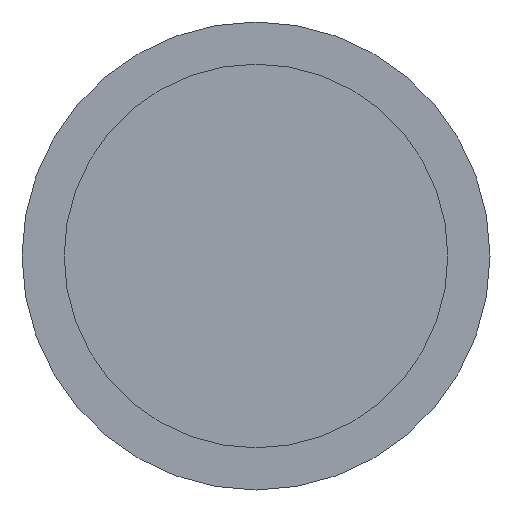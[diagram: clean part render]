
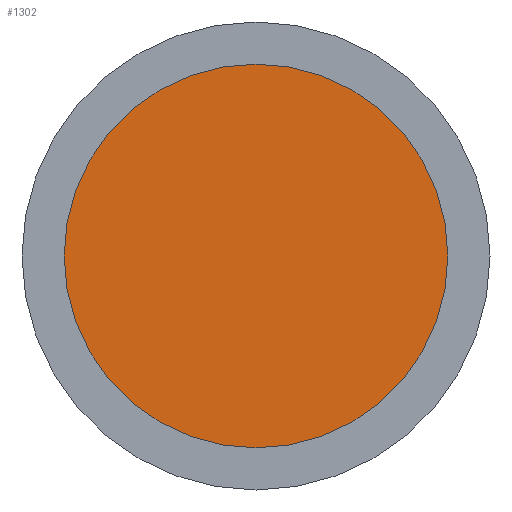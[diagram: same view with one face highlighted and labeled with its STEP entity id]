
A CAD part, front view. The second image highlights one B-rep face of the part: STEP entity #1302.
In plain terms, the highlighted planar face has unit normal (0, -1, 0).
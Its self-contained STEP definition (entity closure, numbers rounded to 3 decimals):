
#328=CARTESIAN_POINT('',(0.,0.,0.));
#329=DIRECTION('',(0.,-1.,0.));
#330=DIRECTION('',(1.,0.,0.));
#331=AXIS2_PLACEMENT_3D('',#328,#329,#330);
#351=CARTESIAN_POINT('',(0.,0.,0.));
#352=DIRECTION('',(0.,1.,0.));
#353=DIRECTION('',(1.,0.,0.));
#354=AXIS2_PLACEMENT_3D('',#351,#352,#353);
#1147=CARTESIAN_POINT('',(20.5,0.,0.));
#1149=VERTEX_POINT('',#1147);
#1161=CARTESIAN_POINT('',(-20.5,0.,0.));
#1163=VERTEX_POINT('',#1161);
#1291=CARTESIAN_POINT('',(0.,0.,0.));
#1292=DIRECTION('',(0.,-1.,0.));
#1293=DIRECTION('',(-1.,0.,0.));
#1294=AXIS2_PLACEMENT_3D('',#1291,#1292,#1293);
#1295=PLANE('',#1294);
#1297=ORIENTED_EDGE('',*,*,#1296,.F.);
#1299=ORIENTED_EDGE('',*,*,#1298,.T.);
#1300=EDGE_LOOP('',(#1297,#1299));
#1301=FACE_OUTER_BOUND('',#1300,.F.);
#332=CIRCLE('',#331,20.5);
#355=CIRCLE('',#354,20.5);
#1296=EDGE_CURVE('',#1149,#1163,#332,.T.);
#1298=EDGE_CURVE('',#1149,#1163,#355,.T.);
#1302=ADVANCED_FACE('',(#1301),#1295,.T.);
